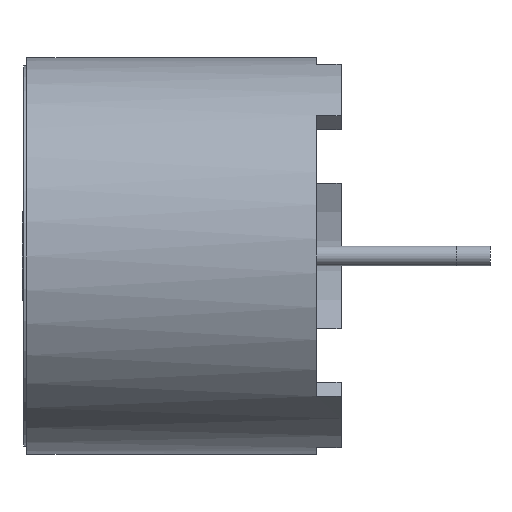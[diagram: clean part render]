
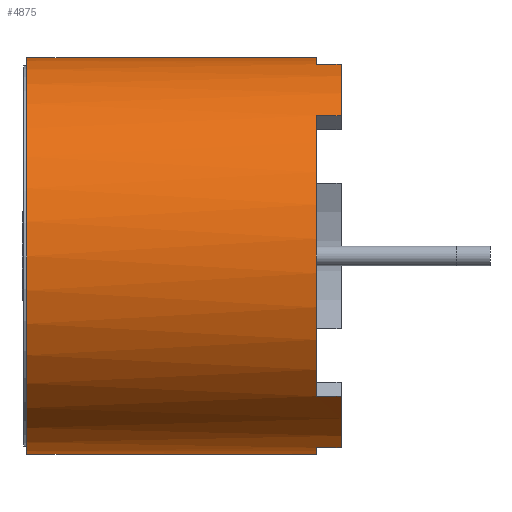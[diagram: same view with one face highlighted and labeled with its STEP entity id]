
A CAD part, left-side view. The second image highlights one B-rep face of the part: STEP entity #4875.
In plain terms, the highlighted cylindrical face has radius 4.8 mm (diameter 9.6 mm), a partial arc.
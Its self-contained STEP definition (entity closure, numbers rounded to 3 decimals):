
#3506 = VERTEX_POINT('',#3507);
#3507 = CARTESIAN_POINT('',(0.,7.6,4.8));
#3514 = EDGE_CURVE('',#3506,#3515,#3517,.T.);
#3515 = VERTEX_POINT('',#3516);
#3516 = CARTESIAN_POINT('',(0.,0.6,4.8));
#3517 = LINE('',#3518,#3519);
#3518 = CARTESIAN_POINT('',(0.,7.6,4.8));
#3519 = VECTOR('',#3520,1.);
#3520 = DIRECTION('',(0.,-1.,0.));
#3557 = VERTEX_POINT('',#3558);
#3558 = CARTESIAN_POINT('',(0.,0.6,-4.8));
#3565 = EDGE_CURVE('',#3566,#3557,#3568,.T.);
#3566 = VERTEX_POINT('',#3567);
#3567 = CARTESIAN_POINT('',(0.,7.6,-4.8));
#3568 = LINE('',#3569,#3570);
#3569 = CARTESIAN_POINT('',(0.,7.6,-4.8));
#3570 = VECTOR('',#3571,1.);
#3571 = DIRECTION('',(0.,-1.,0.));
#4656 = EDGE_CURVE('',#3506,#3566,#4657,.T.);
#4657 = CIRCLE('',#4658,4.8);
#4658 = AXIS2_PLACEMENT_3D('',#4659,#4660,#4661);
#4659 = CARTESIAN_POINT('',(0.,7.6,0.));
#4660 = DIRECTION('',(0.,-1.,0.));
#4661 = DIRECTION('',(0.,0.,-1.));
#4672 = VERTEX_POINT('',#4673);
#4673 = CARTESIAN_POINT('',(-1.242,0.6,-4.636));
#4681 = VERTEX_POINT('',#4682);
#4682 = CARTESIAN_POINT('',(-1.242,0.,-4.636));
#4688 = EDGE_CURVE('',#4672,#4681,#4689,.T.);
#4689 = LINE('',#4690,#4691);
#4690 = CARTESIAN_POINT('',(-1.242,7.6,-4.636));
#4691 = VECTOR('',#4692,1.);
#4692 = DIRECTION('',(0.,-1.,0.));
#4702 = EDGE_CURVE('',#4681,#4703,#4705,.T.);
#4703 = VERTEX_POINT('',#4704);
#4704 = CARTESIAN_POINT('',(-3.394,0.,-3.394));
#4705 = CIRCLE('',#4706,4.8);
#4706 = AXIS2_PLACEMENT_3D('',#4707,#4708,#4709);
#4707 = CARTESIAN_POINT('',(0.,0.,0.));
#4708 = DIRECTION('',(0.,1.,0.));
#4709 = DIRECTION('',(0.,0.,-1.));
#4728 = VERTEX_POINT('',#4729);
#4729 = CARTESIAN_POINT('',(-3.394,0.6,-3.394));
#4735 = EDGE_CURVE('',#4703,#4728,#4736,.T.);
#4736 = LINE('',#4737,#4738);
#4737 = CARTESIAN_POINT('',(-3.394,7.6,-3.394));
#4738 = VECTOR('',#4739,1.);
#4739 = DIRECTION('',(0.,1.,0.));
#4754 = EDGE_CURVE('',#3515,#4755,#4757,.T.);
#4755 = VERTEX_POINT('',#4756);
#4756 = CARTESIAN_POINT('',(-1.242,0.6,4.636));
#4757 = CIRCLE('',#4758,4.8);
#4758 = AXIS2_PLACEMENT_3D('',#4759,#4760,#4761);
#4759 = CARTESIAN_POINT('',(0.,0.6,0.));
#4760 = DIRECTION('',(0.,-1.,0.));
#4761 = DIRECTION('',(0.,0.,-1.));
#4771 = VERTEX_POINT('',#4772);
#4772 = CARTESIAN_POINT('',(-3.394,0.6,3.394));
#4778 = EDGE_CURVE('',#4728,#4771,#4779,.T.);
#4779 = CIRCLE('',#4780,4.8);
#4780 = AXIS2_PLACEMENT_3D('',#4781,#4782,#4783);
#4781 = CARTESIAN_POINT('',(0.,0.6,0.));
#4782 = DIRECTION('',(0.,1.,0.));
#4783 = DIRECTION('',(0.,0.,-1.));
#4788 = EDGE_CURVE('',#3557,#4672,#4789,.T.);
#4789 = CIRCLE('',#4790,4.8);
#4790 = AXIS2_PLACEMENT_3D('',#4791,#4792,#4793);
#4791 = CARTESIAN_POINT('',(0.,0.6,0.));
#4792 = DIRECTION('',(0.,1.,0.));
#4793 = DIRECTION('',(0.,0.,-1.));
#4816 = VERTEX_POINT('',#4817);
#4817 = CARTESIAN_POINT('',(-3.394,0.,3.394));
#4823 = EDGE_CURVE('',#4771,#4816,#4824,.T.);
#4824 = LINE('',#4825,#4826);
#4825 = CARTESIAN_POINT('',(-3.394,7.6,3.394));
#4826 = VECTOR('',#4827,1.);
#4827 = DIRECTION('',(0.,-1.,0.));
#4837 = EDGE_CURVE('',#4816,#4838,#4840,.T.);
#4838 = VERTEX_POINT('',#4839);
#4839 = CARTESIAN_POINT('',(-1.242,0.,4.636));
#4840 = CIRCLE('',#4841,4.8);
#4841 = AXIS2_PLACEMENT_3D('',#4842,#4843,#4844);
#4842 = CARTESIAN_POINT('',(0.,0.,0.));
#4843 = DIRECTION('',(0.,1.,0.));
#4844 = DIRECTION('',(0.,0.,-1.));
#4863 = EDGE_CURVE('',#4838,#4755,#4864,.T.);
#4864 = LINE('',#4865,#4866);
#4865 = CARTESIAN_POINT('',(-1.242,7.6,4.636));
#4866 = VECTOR('',#4867,1.);
#4867 = DIRECTION('',(0.,1.,0.));
#4875 = ADVANCED_FACE('',(#4876),#4890,.T.);
#4876 = FACE_BOUND('',#4877,.T.);
#4877 = EDGE_LOOP('',(#4878,#4879,#4880,#4881,#4882,#4883,#4884,#4885,
    #4886,#4887,#4888,#4889));
#4878 = ORIENTED_EDGE('',*,*,#3514,.F.);
#4879 = ORIENTED_EDGE('',*,*,#4656,.T.);
#4880 = ORIENTED_EDGE('',*,*,#3565,.T.);
#4881 = ORIENTED_EDGE('',*,*,#4788,.T.);
#4882 = ORIENTED_EDGE('',*,*,#4688,.T.);
#4883 = ORIENTED_EDGE('',*,*,#4702,.T.);
#4884 = ORIENTED_EDGE('',*,*,#4735,.T.);
#4885 = ORIENTED_EDGE('',*,*,#4778,.T.);
#4886 = ORIENTED_EDGE('',*,*,#4823,.T.);
#4887 = ORIENTED_EDGE('',*,*,#4837,.T.);
#4888 = ORIENTED_EDGE('',*,*,#4863,.T.);
#4889 = ORIENTED_EDGE('',*,*,#4754,.F.);
#4890 = CYLINDRICAL_SURFACE('',#4891,4.8);
#4891 = AXIS2_PLACEMENT_3D('',#4892,#4893,#4894);
#4892 = CARTESIAN_POINT('',(0.,7.6,0.));
#4893 = DIRECTION('',(0.,-1.,0.));
#4894 = DIRECTION('',(0.,0.,-1.));
